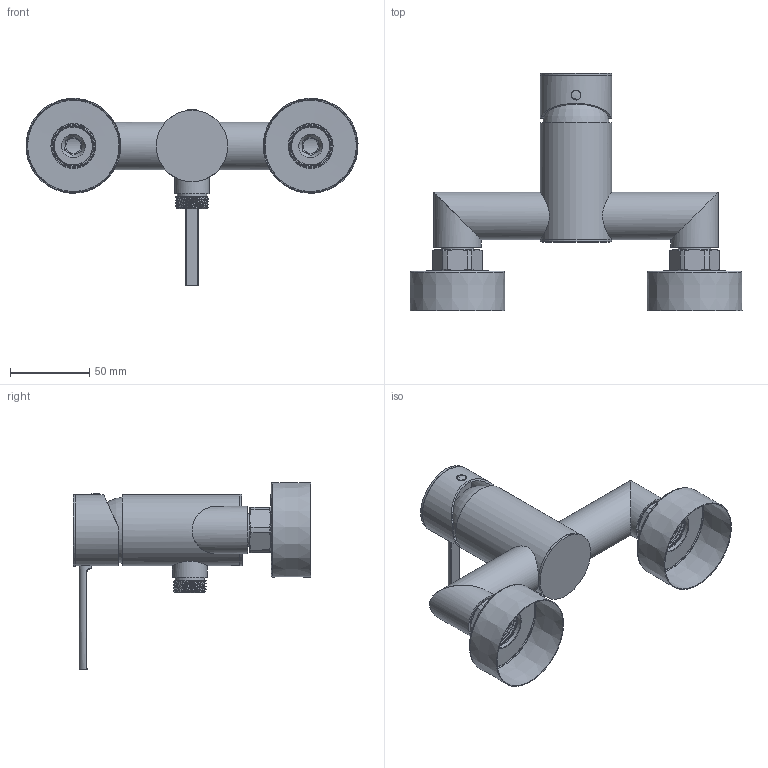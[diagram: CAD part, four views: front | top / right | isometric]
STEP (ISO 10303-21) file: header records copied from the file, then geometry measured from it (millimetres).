
FILE_DESCRIPTION (( 'STEP AP203' ), '1' );
FILE_NAME ('SHOWER.STEP', '2025-01-31T10:49:31', ( '' ), ( '' ), 'SwSTEP 2.0', 'SolidWorks 2021', '' );
FILE_SCHEMA (( 'CONFIG_CONTROL_DESIGN' ));
Length unit declared in the file: millimetre
Products named in the file (1): SHOWER
Bounding box: 209.91 x 150.32 x 118.32 mm (x, y, z)
Volume: 84011 mm3; surface area: 113478.6 mm2
Topology: 20 solids, 20 shells, 291 faces, 687 edges, 448 vertices
Faces by surface type: plane 104, cylinder 98, cone 44, bspline 26, torus 16, sphere 3
Full cylindrical faces by diameter (mm): 5 x2, 5.5 x1, 6 x1, 7.9 x1, 8 x1, 9.5 x2, 15 x1, 16 x2, 18 x2, 18.5 x1, 19.5 x2, 20.5 x2, 21 x2, 22 x1, 24 x2, 24.5 x10, 25.6 x2, 26.6 x2, 27 x6, 30 x4, 32 x1, 35 x1, 37.5 x1, 39.2 x1, 39.7 x1, 40.2 x1, 40.75 x1, 42.6 x1, 45 x2, 45.2 x2
Entity records: 18461 total; most frequent: CARTESIAN_POINT 12964, DIRECTION 1030, ORIENTED_EDGE 1014, EDGE_CURVE 507, AXIS2_PLACEMENT_3D 459, EDGE_LOOP 439, VERTEX_POINT 384, FACE_OUTER_BOUND 339
